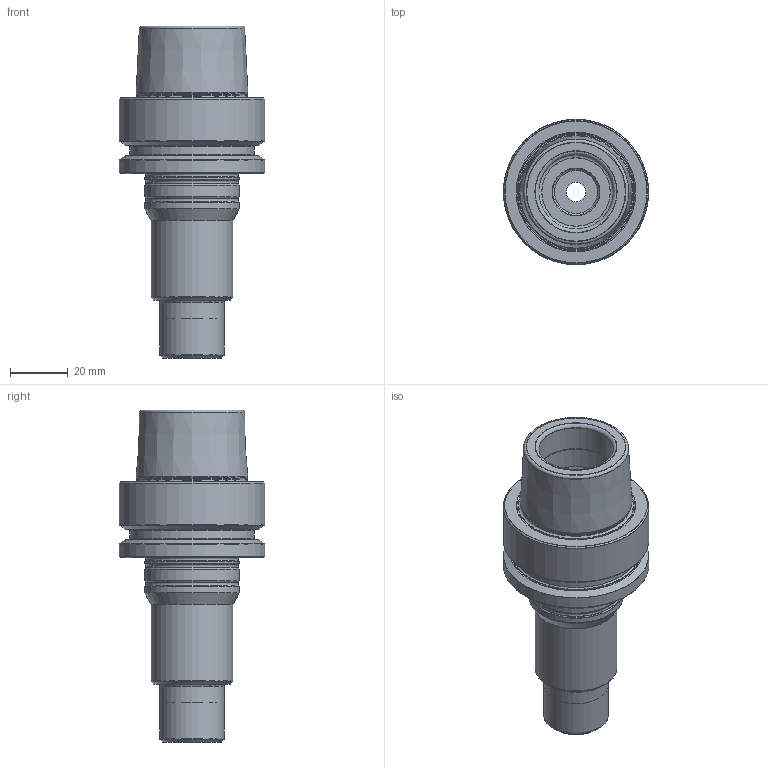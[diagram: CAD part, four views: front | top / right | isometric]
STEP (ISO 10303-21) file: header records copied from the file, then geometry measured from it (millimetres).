
FILE_DESCRIPTION(/* description */ (''),/* implementation_level */ '2;1');
FILE_NAME(/* name */ '455011654.stp',/* time_stamp */ '2021-01-08T12:42:04',/* author */ ('LRA'),/* organization */ ('REGO-FIX'),/* preprocessor_version */ ' Unknown',/* originating_system */ 'SIEMENS PLM Software Solid Edge ST10',/* authorization */ 'Unknown');
FILE_SCHEMA (('AUTOMOTIVE_DESIGN { 1 0 10303 214 2 1 1}'));
Length unit declared in the file: millimetre
Products named in the file (1): NOCUT
Bounding box: 50.3 x 50.3 x 114.7 mm (x, y, z)
Volume: 167660.8 mm3; surface area: 45033.1 mm2
Topology: 2 solids, 2 shells, 131 faces, 263 edges, 152 vertices
Faces by surface type: cone 44, cylinder 37, torus 30, plane 20
Full cylindrical faces by diameter (mm): 6.8 x2, 8.376 x2, 10.5 x2, 11 x2, 14.917 x2, 17 x2, 22 x2, 22.3 x1, 25.7 x2, 26 x2, 28 x1, 28.3 x1, 32 x2, 32.5 x3, 32.8 x3, 37.909 x1, 38.21 x1, 43 x2, 50 x2, 50.3 x2
Entity records: 3586 total; most frequent: DIRECTION 532, CARTESIAN_POINT 397, AXIS2_PLACEMENT_3D 266, ORIENTED_EDGE 262, EDGE_LOOP 262, FACE_BOUND 262, EDGE_CURVE 131, VERTEX_POINT 131
